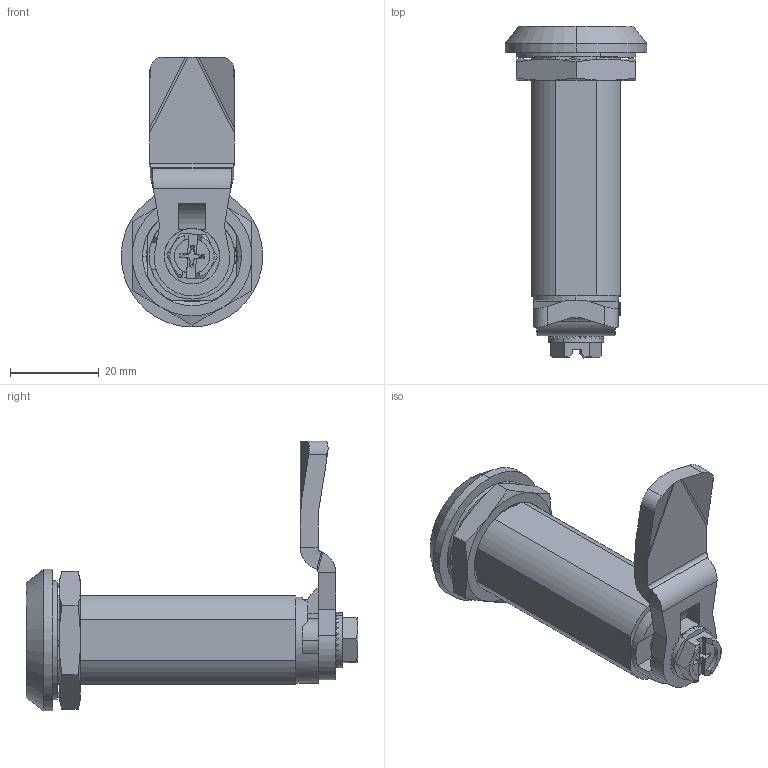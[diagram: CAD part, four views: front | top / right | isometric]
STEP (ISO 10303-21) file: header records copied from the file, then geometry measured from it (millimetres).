
FILE_DESCRIPTION (( 'STEP AP203' ), '1' );
FILE_NAME ('064.1.1.13.50.38.STEP', '2019-07-03T14:52:35', ( '' ), ( '' ), 'SwSTEP 2.0', 'SolidWorks 2018', '' );
FILE_SCHEMA (( 'CONFIG_CONTROL_DESIGN' ));
Length unit declared in the file: millimetre
Products named in the file (1): 064.1.1.13.50.38
Bounding box: 32 x 75 x 61 mm (x, y, z)
Volume: 27787.5 mm3; surface area: 20365.2 mm2
Topology: 8 solids, 8 shells, 410 faces, 1070 edges, 696 vertices
Faces by surface type: plane 283, cylinder 78, cone 33, bspline 16
Entity records: 14471 total; most frequent: CARTESIAN_POINT 4582, ORIENTED_EDGE 2140, DIRECTION 1917, EDGE_CURVE 1070, VERTEX_POINT 696, LINE 657, VECTOR 657, AXIS2_PLACEMENT_3D 630
